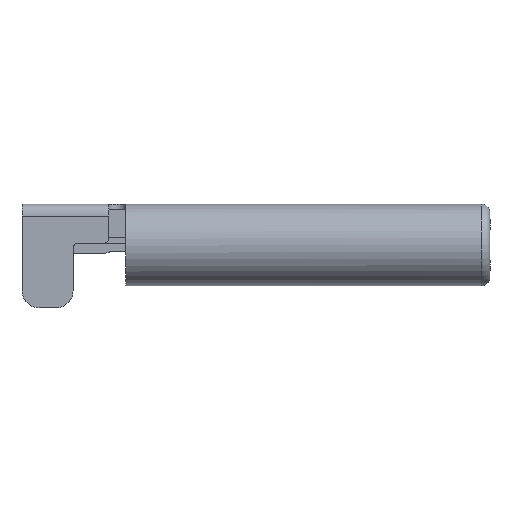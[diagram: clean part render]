
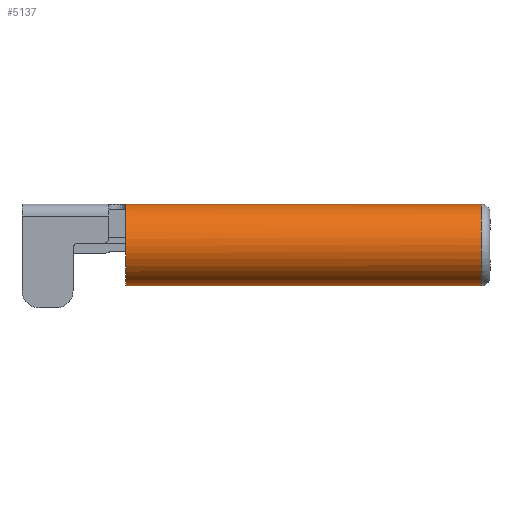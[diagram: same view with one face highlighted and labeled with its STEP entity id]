
A CAD part, left-side view. The second image highlights one B-rep face of the part: STEP entity #5137.
In plain terms, the highlighted cylindrical face has radius 1.2 mm (diameter 2.4 mm), a partial arc.
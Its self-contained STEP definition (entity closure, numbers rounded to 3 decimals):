
#50=CYLINDRICAL_SURFACE('',#5473,1.2);
#169=FACE_OUTER_BOUND('',#461,.T.);
#461=EDGE_LOOP('',(#3493,#3494,#3495,#3496,#3497,#3498));
#759=LINE('',#7461,#1333);
#788=LINE('',#7578,#1362);
#1333=VECTOR('',#5946,1.);
#1362=VECTOR('',#6013,1.);
#1909=CIRCLE('',#5442,1.2);
#1933=CIRCLE('',#5474,1.2);
#1934=CIRCLE('',#5475,1.2);
#1935=CIRCLE('',#5476,1.2);
#2103=VERTEX_POINT('',#7450);
#2104=VERTEX_POINT('',#7454);
#2105=VERTEX_POINT('',#7460);
#2146=VERTEX_POINT('',#7576);
#2171=VERTEX_POINT('',#7652);
#2172=VERTEX_POINT('',#7654);
#2620=EDGE_CURVE('',#2104,#2103,#1909,.T.);
#2623=EDGE_CURVE('',#2104,#2105,#759,.T.);
#2670=EDGE_CURVE('',#2146,#2103,#788,.T.);
#2695=EDGE_CURVE('',#2171,#2105,#1933,.T.);
#2696=EDGE_CURVE('',#2146,#2172,#1934,.T.);
#2697=EDGE_CURVE('',#2172,#2171,#1935,.T.);
#3493=ORIENTED_EDGE('',*,*,#2695,.T.);
#3494=ORIENTED_EDGE('',*,*,#2623,.F.);
#3495=ORIENTED_EDGE('',*,*,#2620,.T.);
#3496=ORIENTED_EDGE('',*,*,#2670,.F.);
#3497=ORIENTED_EDGE('',*,*,#2696,.T.);
#3498=ORIENTED_EDGE('',*,*,#2697,.T.);
#5137=ADVANCED_FACE('',(#169),#50,.T.);
#5442=AXIS2_PLACEMENT_3D('',#7455,#5937,#5938);
#5473=AXIS2_PLACEMENT_3D('',#7651,#6042,#6043);
#5474=AXIS2_PLACEMENT_3D('',#7653,#6044,#6045);
#5475=AXIS2_PLACEMENT_3D('',#7655,#6046,#6047);
#5476=AXIS2_PLACEMENT_3D('',#7656,#6048,#6049);
#5937=DIRECTION('center_axis',(0.,1.,0.));
#5938=DIRECTION('ref_axis',(-1.,0.,0.));
#5946=DIRECTION('',(0.,1.,0.));
#6013=DIRECTION('',(0.,-1.,0.));
#6042=DIRECTION('center_axis',(0.,-1.,0.));
#6043=DIRECTION('ref_axis',(-1.,0.,0.));
#6044=DIRECTION('center_axis',(0.,-1.,0.));
#6045=DIRECTION('ref_axis',(-0.783,0.,0.622));
#6046=DIRECTION('center_axis',(0.,-1.,0.));
#6047=DIRECTION('ref_axis',(0.,0.,1.));
#6048=DIRECTION('center_axis',(0.,-1.,0.));
#6049=DIRECTION('ref_axis',(-0.484,0.,0.875));
#7450=CARTESIAN_POINT('',(-2.925,0.25,1.2));
#7454=CARTESIAN_POINT('',(-2.925,0.25,-1.2));
#7455=CARTESIAN_POINT('Origin',(-2.925,0.25,0.));
#7460=CARTESIAN_POINT('',(-2.925,10.7,-1.2));
#7461=CARTESIAN_POINT('',(-2.925,0.25,-1.2));
#7576=CARTESIAN_POINT('',(-2.925,10.7,1.2));
#7578=CARTESIAN_POINT('',(-2.925,10.7,1.2));
#7651=CARTESIAN_POINT('Origin',(-2.925,0.,0.));
#7652=CARTESIAN_POINT('',(-3.865,10.7,0.746));
#7653=CARTESIAN_POINT('Origin',(-2.925,10.7,0.));
#7654=CARTESIAN_POINT('',(-3.506,10.7,1.05));
#7655=CARTESIAN_POINT('Origin',(-2.925,10.7,0.));
#7656=CARTESIAN_POINT('Origin',(-2.925,10.7,0.));
